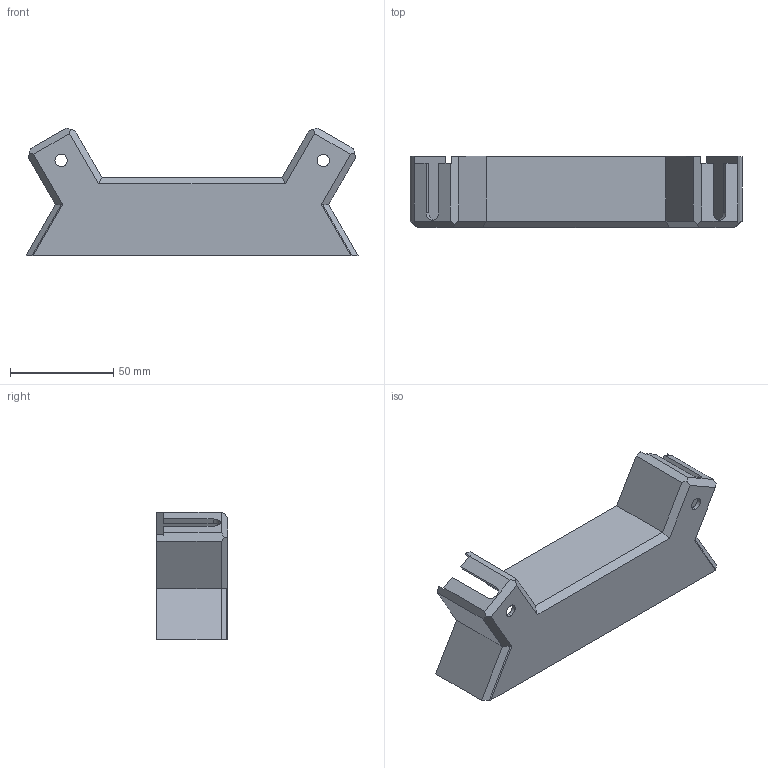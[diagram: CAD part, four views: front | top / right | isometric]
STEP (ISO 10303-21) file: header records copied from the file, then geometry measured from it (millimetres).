
FILE_DESCRIPTION (( 'STEP AP203' ), '1' );
FILE_NAME ('Thorax_Default_sldprt.STEP', '2020-11-13T20:13:28', ( '' ), ( '' ), 'SwSTEP 2.0', 'SolidWorks 2019', '' );
FILE_SCHEMA (( 'CONFIG_CONTROL_DESIGN' ));
Length unit declared in the file: millimetre
Products named in the file (1): Thorax_Default_sldprt
Bounding box: 160.77 x 34.4 x 61.74 mm (x, y, z)
Volume: 49371.9 mm3; surface area: 37310.2 mm2
Topology: 1 solids, 1 shells, 123 faces, 347 edges, 228 vertices
Faces by surface type: plane 75, cylinder 48
Entity records: 4126 total; most frequent: CARTESIAN_POINT 723, ORIENTED_EDGE 694, DIRECTION 675, EDGE_CURVE 347, LINE 251, VECTOR 251, VERTEX_POINT 228, AXIS2_PLACEMENT_3D 212
